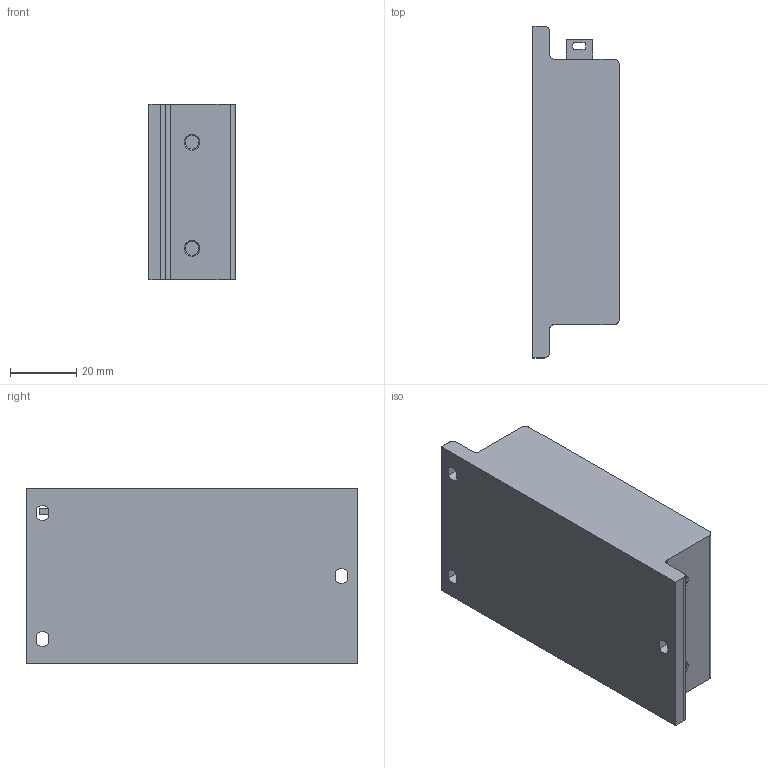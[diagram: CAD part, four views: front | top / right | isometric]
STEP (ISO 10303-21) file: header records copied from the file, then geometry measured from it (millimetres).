
FILE_DESCRIPTION(/* description */ ('STEP AP214'),/* implementation_level */ '2;1');
FILE_NAME(/* name */ '14992_PZA-A-B',/* time_stamp */ '2024-09-13T11:36:58+02:00',/* author */ ('License CC BY-ND 4.0'),/* organization */ ('CADENAS'),/* preprocessor_version */ 'ST-DEVELOPER v19.3',/* originating_system */ 'PARTsolutions',/* authorisation */ ' ');
FILE_SCHEMA (('AUTOMOTIVE_DESIGN {1 0 10303 214 3 1 1}'));
Length unit declared in the file: millimetre
Products named in the file (1): 14992 PZA-A-B
Bounding box: 26 x 100 x 53 mm (x, y, z)
Volume: 114626.9 mm3; surface area: 18040.1 mm2
Topology: 1 solids, 1 shells, 48 faces, 124 edges, 82 vertices
Faces by surface type: plane 30, cylinder 16, cone 2
Full cylindrical faces by diameter (mm): 4.134 x2
Entity records: 1492 total; most frequent: DIRECTION 252, CARTESIAN_POINT 251, ORIENTED_EDGE 240, EDGE_CURVE 120, LINE 86, VECTOR 86, AXIS2_PLACEMENT_3D 83, VERTEX_POINT 82
